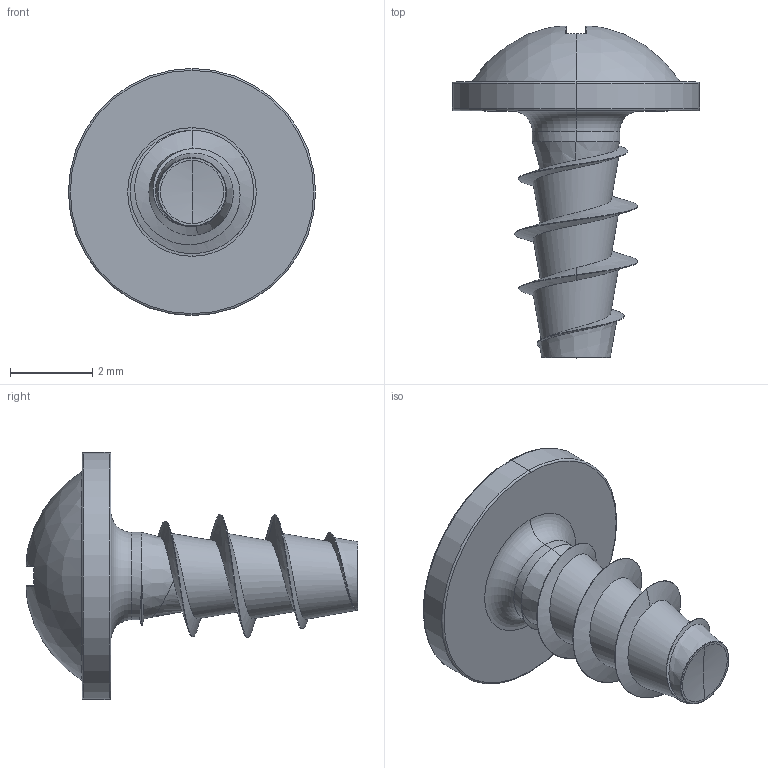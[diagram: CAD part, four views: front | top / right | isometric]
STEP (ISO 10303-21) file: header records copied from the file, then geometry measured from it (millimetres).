
FILE_DESCRIPTION (( 'STEP AP203' ), '1' );
FILE_NAME ('STP21A0300060.STEP', '2017-11-16T17:52:22', ( '' ), ( '' ), 'SwSTEP 2.0', 'SolidWorks 2015', '' );
FILE_SCHEMA (( 'CONFIG_CONTROL_DESIGN' ));
Length unit declared in the file: millimetre
Products named in the file (1): STP21A0300060
Bounding box: 6 x 8.06 x 6 mm (x, y, z)
Volume: 52.7 mm3; surface area: 136.1 mm2
Topology: 1 solids, 1 shells, 183 faces, 428 edges, 248 vertices
Faces by surface type: bspline 68, plane 31, torus 30, cylinder 25, sphere 20, cone 9
Entity records: 11464 total; most frequent: CARTESIAN_POINT 7709, ORIENTED_EDGE 852, DIRECTION 692, EDGE_CURVE 426, AXIS2_PLACEMENT_3D 315, VERTEX_POINT 248, CIRCLE 199, EDGE_LOOP 186
